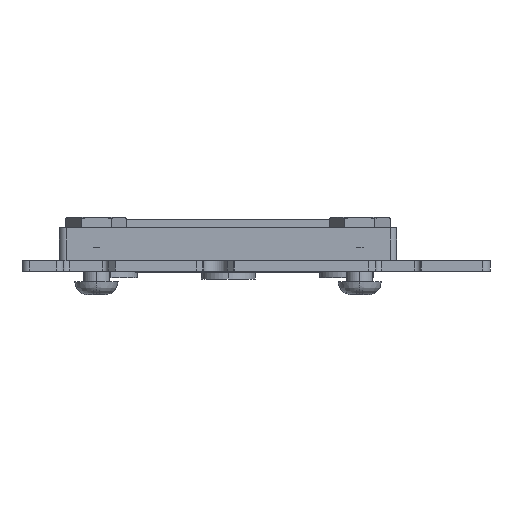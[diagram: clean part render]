
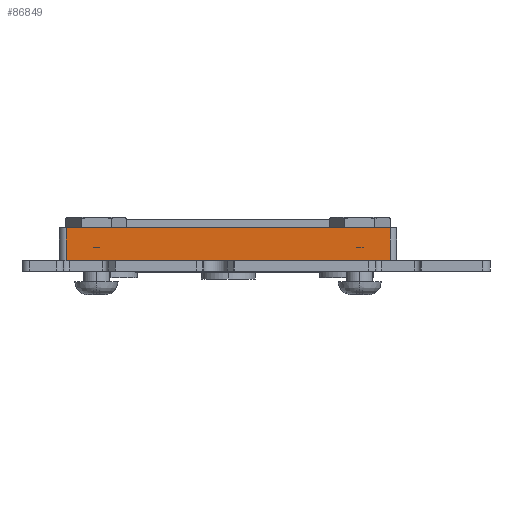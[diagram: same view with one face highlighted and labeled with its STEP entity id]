
A CAD part, front view. The second image highlights one B-rep face of the part: STEP entity #86849.
In plain terms, the highlighted face is planar.
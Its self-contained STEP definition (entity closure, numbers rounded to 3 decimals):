
#86585 = VERTEX_POINT('',#86586);
#86586 = CARTESIAN_POINT('',(-25.1,2.5,0.));
#86593 = EDGE_CURVE('',#86585,#86594,#86596,.T.);
#86594 = VERTEX_POINT('',#86595);
#86595 = CARTESIAN_POINT('',(-0.5,2.5,0.));
#86596 = LINE('',#86597,#86598);
#86597 = CARTESIAN_POINT('',(0.,2.5,0.));
#86598 = VECTOR('',#86599,1.);
#86599 = DIRECTION('',(1.,0.,0.));
#86716 = VERTEX_POINT('',#86717);
#86717 = CARTESIAN_POINT('',(-0.5,0.,0.));
#86724 = EDGE_CURVE('',#86725,#86716,#86727,.T.);
#86725 = VERTEX_POINT('',#86726);
#86726 = CARTESIAN_POINT('',(-25.1,0.,0.));
#86727 = LINE('',#86728,#86729);
#86728 = CARTESIAN_POINT('',(0.,0.,0.));
#86729 = VECTOR('',#86730,1.);
#86730 = DIRECTION('',(1.,0.,0.));
#86849 = ADVANCED_FACE('',(#86850),#86866,.F.);
#86850 = FACE_BOUND('',#86851,.T.);
#86851 = EDGE_LOOP('',(#86852,#86853,#86859,#86860));
#86852 = ORIENTED_EDGE('',*,*,#86724,.T.);
#86853 = ORIENTED_EDGE('',*,*,#86854,.T.);
#86854 = EDGE_CURVE('',#86716,#86594,#86855,.T.);
#86855 = LINE('',#86856,#86857);
#86856 = CARTESIAN_POINT('',(-0.5,2.5,0.));
#86857 = VECTOR('',#86858,1.);
#86858 = DIRECTION('',(0.,1.,0.));
#86859 = ORIENTED_EDGE('',*,*,#86593,.F.);
#86860 = ORIENTED_EDGE('',*,*,#86861,.T.);
#86861 = EDGE_CURVE('',#86585,#86725,#86862,.T.);
#86862 = LINE('',#86863,#86864);
#86863 = CARTESIAN_POINT('',(-25.1,2.5,0.));
#86864 = VECTOR('',#86865,1.);
#86865 = DIRECTION('',(0.,-1.,0.));
#86866 = PLANE('',#86867);
#86867 = AXIS2_PLACEMENT_3D('',#86868,#86869,#86870);
#86868 = CARTESIAN_POINT('',(0.,2.5,0.));
#86869 = DIRECTION('',(0.,0.,-1.));
#86870 = DIRECTION('',(-1.,0.,0.));
